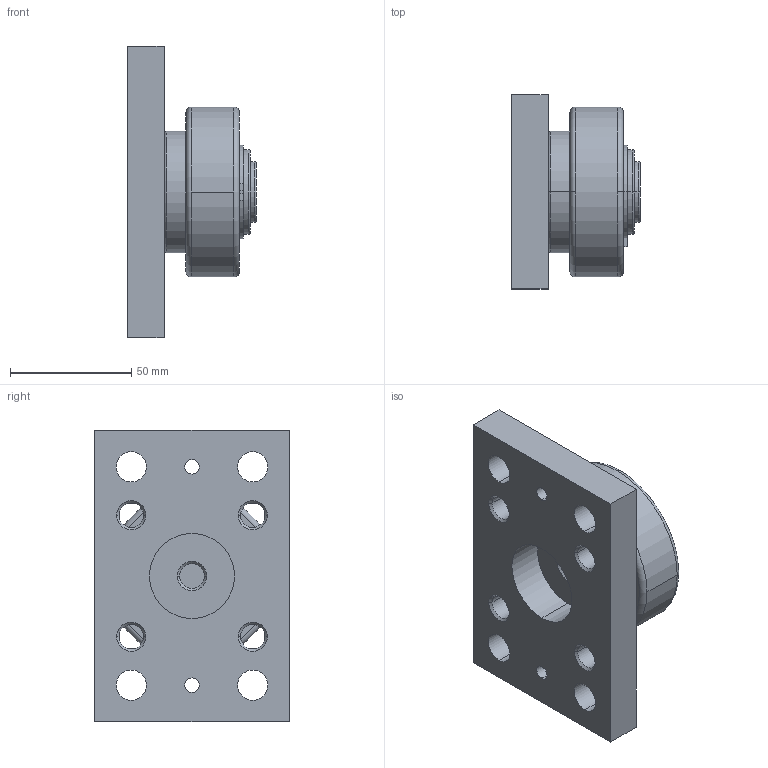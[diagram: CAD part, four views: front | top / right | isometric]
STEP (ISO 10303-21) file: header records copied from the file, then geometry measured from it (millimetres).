
FILE_DESCRIPTION(('STEP AP214'),'1');
FILE_NAME('4_055_inox___ap_1-inox_200_002_030.stp','2021-05-27T03:01:02',('TraceParts'),('TraceParts S.A.'),'Spatial InterOp 3D',' ',' ');
FILE_SCHEMA(('AUTOMOTIVE_DESIGN { 1 0 10303 214 1 1 1 1 }'));
Length unit declared in the file: millimetre
Products named in the file (1): 4_055_inox___ap_1-inox_200_002_030_1
Bounding box: 53 x 80 x 120 mm (x, y, z)
Volume: 221964.3 mm3; surface area: 43778.6 mm2
Topology: 2 solids, 2 shells, 100 faces, 248 edges, 158 vertices
Faces by surface type: cylinder 46, plane 24, cone 20, torus 10
Entity records: 3095 total; most frequent: DIRECTION 600, CARTESIAN_POINT 508, ORIENTED_EDGE 496, AXIS2_PLACEMENT_3D 250, EDGE_CURVE 248, VERTEX_POINT 158, CIRCLE 148, EDGE_LOOP 132
